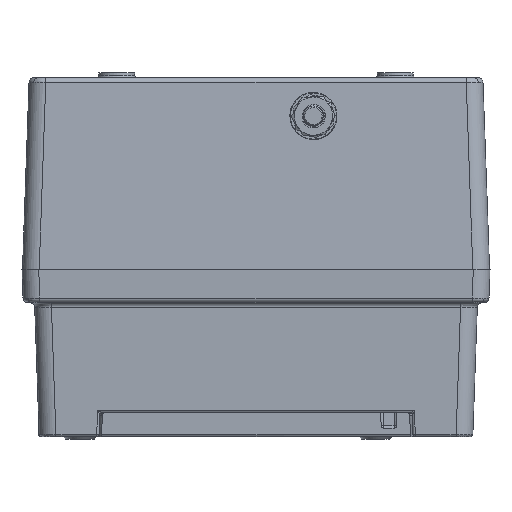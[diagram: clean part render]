
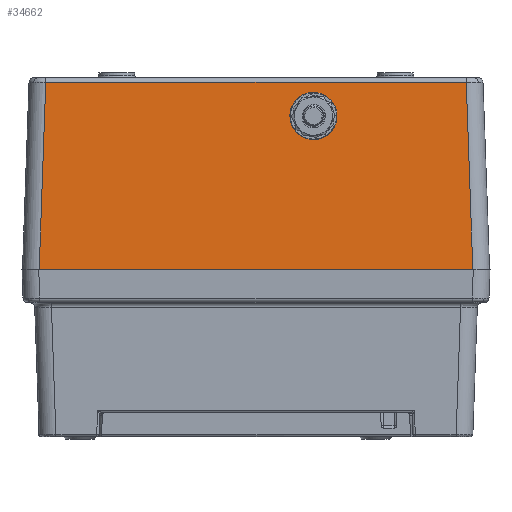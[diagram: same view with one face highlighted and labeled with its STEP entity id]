
A CAD part, left-side view. The second image highlights one B-rep face of the part: STEP entity #34662.
In plain terms, the highlighted face is planar.
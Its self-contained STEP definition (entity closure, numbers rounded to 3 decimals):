
#785 = CARTESIAN_POINT ( 'NONE',  ( 45.188, 47.186, -3.278 ) ) ;
#1180 = EDGE_CURVE ( 'NONE', #11604, #82675, #79115, .T. ) ;
#2957 = LINE ( 'NONE', #785, #19323 ) ;
#3596 = FACE_BOUND ( 'NONE', #74389, .T. ) ;
#4237 = DIRECTION ( 'NONE',  ( -0.035, 0.035, 0.999 ) ) ;
#4941 = VECTOR ( 'NONE', #4237, 1000. ) ;
#5012 = VERTEX_POINT ( 'NONE', #24945 ) ;
#6472 = CARTESIAN_POINT ( 'NONE',  ( 12., 46.113, -34. ) ) ;
#8972 = ORIENTED_EDGE ( 'NONE', *, *, #86335, .F. ) ;
#11457 =( BOUNDED_CURVE ( )  B_SPLINE_CURVE ( 3, ( #6472, #13505, #20529, #69208 ),
 .UNSPECIFIED., .F., .F. ) 
 B_SPLINE_CURVE_WITH_KNOTS ( ( 4, 4 ),
 ( 3.142, 6.283 ),
 .UNSPECIFIED. ) 
 CURVE ( )  GEOMETRIC_REPRESENTATION_ITEM ( )  RATIONAL_B_SPLINE_CURVE ( ( 1., 0.333, 0.333, 1. ) ) 
 REPRESENTATION_ITEM ( '' )  );
#11604 = VERTEX_POINT ( 'NONE', #16344 ) ;
#12069 = EDGE_CURVE ( 'NONE', #66930, #11604, #36708, .T. ) ;
#12614 = LINE ( 'NONE', #48213, #66009 ) ;
#13505 = CARTESIAN_POINT ( 'NONE',  ( 8., 46.113, -34. ) ) ;
#14024 = AXIS2_PLACEMENT_3D ( 'NONE', #61711, #82810, #41051 ) ;
#16344 = CARTESIAN_POINT ( 'NONE',  ( -43.939, 45.937, -39.035 ) ) ;
#19323 = VECTOR ( 'NONE', #35539, 1000. ) ;
#20529 = CARTESIAN_POINT ( 'NONE',  ( 8., 46.252, -30. ) ) ;
#24945 = CARTESIAN_POINT ( 'NONE',  ( 12., 46.252, -30. ) ) ;
#25767 = ORIENTED_EDGE ( 'NONE', *, *, #37501, .T. ) ;
#28729 = CARTESIAN_POINT ( 'NONE',  ( 12., 46.252, -30. ) ) ;
#29025 = CARTESIAN_POINT ( 'NONE',  ( 12., 46.113, -34. ) ) ;
#32294 = EDGE_CURVE ( 'NONE', #90068, #5012, #11457, .T. ) ;
#34662 = ADVANCED_FACE ( 'NONE', ( #3596, #89756 ), #75745, .T. ) ;
#35539 = DIRECTION ( 'NONE',  ( -0.035, -0.035, -0.999 ) ) ;
#36708 = LINE ( 'NONE', #64956, #53026 ) ;
#37501 = EDGE_CURVE ( 'NONE', #82818, #66930, #2957, .T. ) ;
#38571 = CARTESIAN_POINT ( 'NONE',  ( 45.302, 47.3, 0. ) ) ;
#41051 = DIRECTION ( 'NONE',  ( 0., 0.035, 0.999 ) ) ;
#46022 = CARTESIAN_POINT ( 'NONE',  ( -45.306, 47.304, 0.122 ) ) ;
#48057 = CARTESIAN_POINT ( 'NONE',  ( -45.302, 47.3, 0. ) ) ;
#48213 = CARTESIAN_POINT ( 'NONE',  ( -48.8, 47.3, 0. ) ) ;
#50267 = EDGE_LOOP ( 'NONE', ( #25767, #73945, #85651, #8972 ) ) ;
#53026 = VECTOR ( 'NONE', #71973, 1000. ) ;
#54534 = EDGE_CURVE ( 'NONE', #5012, #90068, #65126, .T. ) ;
#55202 = DIRECTION ( 'NONE',  ( -1., 0., 0. ) ) ;
#61711 = CARTESIAN_POINT ( 'NONE',  ( -48.8, 47.3, 0. ) ) ;
#64956 = CARTESIAN_POINT ( 'NONE',  ( -43.905, 45.937, -39.035 ) ) ;
#65126 =( BOUNDED_CURVE ( )  B_SPLINE_CURVE ( 3, ( #28729, #84521, #70709, #29025 ),
 .UNSPECIFIED., .F., .F. ) 
 B_SPLINE_CURVE_WITH_KNOTS ( ( 4, 4 ),
 ( 0., 3.142 ),
 .UNSPECIFIED. ) 
 CURVE ( )  GEOMETRIC_REPRESENTATION_ITEM ( )  RATIONAL_B_SPLINE_CURVE ( ( 1., 0.333, 0.333, 1. ) ) 
 REPRESENTATION_ITEM ( '' )  );
#66009 = VECTOR ( 'NONE', #55202, 1000. ) ;
#66930 = VERTEX_POINT ( 'NONE', #88695 ) ;
#69208 = CARTESIAN_POINT ( 'NONE',  ( 12., 46.252, -30. ) ) ;
#70709 = CARTESIAN_POINT ( 'NONE',  ( 16., 46.113, -34. ) ) ;
#71973 = DIRECTION ( 'NONE',  ( -1., 0., 0. ) ) ;
#73945 = ORIENTED_EDGE ( 'NONE', *, *, #12069, .T. ) ;
#74389 = EDGE_LOOP ( 'NONE', ( #82891, #82852 ) ) ;
#75745 = PLANE ( 'NONE',  #14024 ) ;
#79115 = LINE ( 'NONE', #46022, #4941 ) ;
#81780 = CARTESIAN_POINT ( 'NONE',  ( 12., 46.113, -34. ) ) ;
#82675 = VERTEX_POINT ( 'NONE', #48057 ) ;
#82810 = DIRECTION ( 'NONE',  ( 0., 0.999, -0.035 ) ) ;
#82818 = VERTEX_POINT ( 'NONE', #38571 ) ;
#82852 = ORIENTED_EDGE ( 'NONE', *, *, #32294, .F. ) ;
#82891 = ORIENTED_EDGE ( 'NONE', *, *, #54534, .F. ) ;
#84521 = CARTESIAN_POINT ( 'NONE',  ( 16., 46.252, -30. ) ) ;
#85651 = ORIENTED_EDGE ( 'NONE', *, *, #1180, .T. ) ;
#86335 = EDGE_CURVE ( 'NONE', #82818, #82675, #12614, .T. ) ;
#88695 = CARTESIAN_POINT ( 'NONE',  ( 43.939, 45.937, -39.035 ) ) ;
#89756 = FACE_OUTER_BOUND ( 'NONE', #50267, .T. ) ;
#90068 = VERTEX_POINT ( 'NONE', #81780 ) ;
